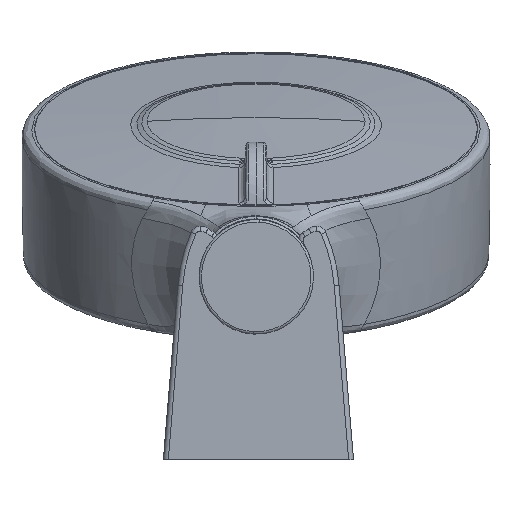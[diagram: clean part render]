
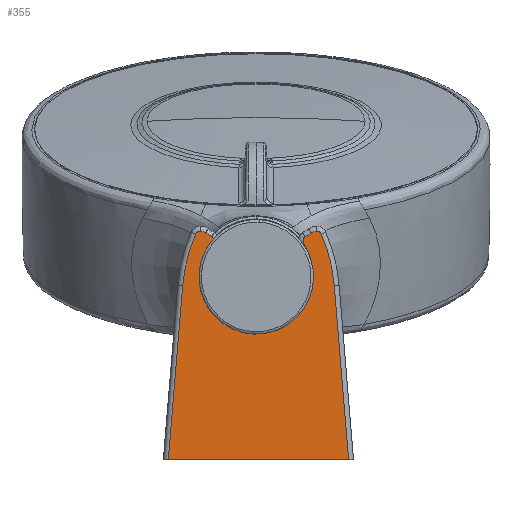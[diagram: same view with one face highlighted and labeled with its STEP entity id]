
A CAD part, front view. The second image highlights one B-rep face of the part: STEP entity #355.
In plain terms, the highlighted planar face has unit normal (0, -1, 0).
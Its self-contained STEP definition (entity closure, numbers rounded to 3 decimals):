
#45 = VERTEX_POINT ( 'NONE', #254 ) ;
#49 = CARTESIAN_POINT ( 'NONE',  ( -14.298, -19.981, 79.519 ) ) ;
#53 = VECTOR ( 'NONE', #7498, 1000. ) ;
#102 = ORIENTED_EDGE ( 'NONE', *, *, #11405, .T. ) ;
#139 = AXIS2_PLACEMENT_3D ( 'NONE', #7837, #8960, #3955 ) ;
#254 = CARTESIAN_POINT ( 'NONE',  ( -42.509, -19.981, 92.935 ) ) ;
#319 = CARTESIAN_POINT ( 'NONE',  ( -21.084, -19.981, 92.935 ) ) ;
#322 = CARTESIAN_POINT ( 'NONE',  ( -19.997, -19.981, 91.256 ) ) ;
#323 = DIRECTION ( 'NONE',  ( 0., 0., -1. ) ) ;
#333 = DIRECTION ( 'NONE',  ( 0., 0., -1. ) ) ;
#355 = ADVANCED_FACE ( 'NONE', ( #8266 ), #6876, .F. ) ;
#544 = CARTESIAN_POINT ( 'NONE',  ( -31.796, -19.981, 84.844 ) ) ;
#635 = VERTEX_POINT ( 'NONE', #3275 ) ;
#866 = VERTEX_POINT ( 'NONE', #4777 ) ;
#949 = DIRECTION ( 'NONE',  ( 0., -1., 0. ) ) ;
#959 = VECTOR ( 'NONE', #1999, 1000. ) ;
#1037 = VERTEX_POINT ( 'NONE', #9083 ) ;
#1188 = DIRECTION ( 'NONE',  ( 0., 1., 0. ) ) ;
#1197 = ORIENTED_EDGE ( 'NONE', *, *, #4878, .T. ) ;
#1290 = CARTESIAN_POINT ( 'NONE',  ( -19.956, -19.981, 92.256 ) ) ;
#1841 = EDGE_CURVE ( 'NONE', #10119, #1037, #10973, .T. ) ;
#1851 = CARTESIAN_POINT ( 'NONE',  ( -19.039, -19.981, 92.654 ) ) ;
#1874 = ORIENTED_EDGE ( 'NONE', *, *, #2453, .T. ) ;
#1999 = DIRECTION ( 'NONE',  ( -1., 0., 0. ) ) ;
#2025 = DIRECTION ( 'NONE',  ( 0., 0., -1. ) ) ;
#2032 = ORIENTED_EDGE ( 'NONE', *, *, #2945, .T. ) ;
#2045 = EDGE_CURVE ( 'NONE', #3772, #6487, #5834, .T. ) ;
#2389 = EDGE_CURVE ( 'NONE', #6487, #12109, #4011, .T. ) ;
#2453 = EDGE_CURVE ( 'NONE', #3642, #8754, #2946, .T. ) ;
#2476 = DIRECTION ( 'NONE',  ( 0., 1., 0. ) ) ;
#2725 = VECTOR ( 'NONE', #12085, 1000. ) ;
#2819 = AXIS2_PLACEMENT_3D ( 'NONE', #322, #3180, #6185 ) ;
#2865 = VECTOR ( 'NONE', #10339, 1000. ) ;
#2896 = DIRECTION ( 'NONE',  ( -0.082, 0., -0.997 ) ) ;
#2945 = EDGE_CURVE ( 'NONE', #1037, #11162, #12375, .T. ) ;
#2946 = CIRCLE ( 'NONE', #11982, 10.94 ) ;
#2974 = DIRECTION ( 'NONE',  ( -0.082, 0., 0.997 ) ) ;
#3170 = EDGE_CURVE ( 'NONE', #5803, #866, #7180, .T. ) ;
#3180 = DIRECTION ( 'NONE',  ( 0., -1., 0. ) ) ;
#3237 = EDGE_CURVE ( 'NONE', #11162, #3772, #3998, .T. ) ;
#3261 = EDGE_LOOP ( 'NONE', ( #6624, #3786, #2032, #11792, #11929, #10712, #4546, #102, #5584, #1874, #6667, #8562, #1197, #7671, #9732, #5375, #4918 ) ) ;
#3275 = CARTESIAN_POINT ( 'NONE',  ( -50.09, -19.981, 46.847 ) ) ;
#3575 = CIRCLE ( 'NONE', #10210, 1. ) ;
#3642 = VERTEX_POINT ( 'NONE', #9971 ) ;
#3712 = CARTESIAN_POINT ( 'NONE',  ( -19.956, -19.981, 93.256 ) ) ;
#3736 = AXIS2_PLACEMENT_3D ( 'NONE', #8907, #4064, #5031 ) ;
#3772 = VERTEX_POINT ( 'NONE', #3712 ) ;
#3786 = ORIENTED_EDGE ( 'NONE', *, *, #1841, .T. ) ;
#3871 = EDGE_CURVE ( 'NONE', #866, #10228, #3575, .T. ) ;
#3881 = CARTESIAN_POINT ( 'NONE',  ( -17.186, -19.981, 91.488 ) ) ;
#3955 = DIRECTION ( 'NONE',  ( 0., 0., -1. ) ) ;
#3998 = CIRCLE ( 'NONE', #9955, 1. ) ;
#4011 = CIRCLE ( 'NONE', #2819, 2. ) ;
#4033 = DIRECTION ( 'NONE',  ( 0., -1., 0. ) ) ;
#4064 = DIRECTION ( 'NONE',  ( 0., -1., 0. ) ) ;
#4117 = DIRECTION ( 'NONE',  ( 0., 0., -1. ) ) ;
#4239 = DIRECTION ( 'NONE',  ( 0., -1., 0. ) ) ;
#4354 = CARTESIAN_POINT ( 'NONE',  ( -12.499, -19.981, 46.847 ) ) ;
#4382 = CIRCLE ( 'NONE', #10795, 10.94 ) ;
#4546 = ORIENTED_EDGE ( 'NONE', *, *, #9321, .T. ) ;
#4777 = CARTESIAN_POINT ( 'NONE',  ( -43.636, -19.981, 93.256 ) ) ;
#4834 = LINE ( 'NONE', #319, #2725 ) ;
#4848 = CARTESIAN_POINT ( 'NONE',  ( -25.871, -19.981, 82.175 ) ) ;
#4878 = EDGE_CURVE ( 'NONE', #45, #5803, #6559, .T. ) ;
#4918 = ORIENTED_EDGE ( 'NONE', *, *, #12418, .T. ) ;
#4919 = DIRECTION ( 'NONE',  ( 0., 0., -1. ) ) ;
#5031 = DIRECTION ( 'NONE',  ( 0., 0., -1. ) ) ;
#5205 = VECTOR ( 'NONE', #2974, 1000. ) ;
#5308 = CIRCLE ( 'NONE', #7772, 1. ) ;
#5375 = ORIENTED_EDGE ( 'NONE', *, *, #12486, .T. ) ;
#5441 = DIRECTION ( 'NONE',  ( 0., 0., -1. ) ) ;
#5502 = VERTEX_POINT ( 'NONE', #9129 ) ;
#5506 = CARTESIAN_POINT ( 'NONE',  ( -19.997, -19.981, 93.256 ) ) ;
#5584 = ORIENTED_EDGE ( 'NONE', *, *, #10746, .T. ) ;
#5610 = VECTOR ( 'NONE', #2896, 1000. ) ;
#5803 = VERTEX_POINT ( 'NONE', #11285 ) ;
#5834 = LINE ( 'NONE', #5506, #53 ) ;
#6177 = CIRCLE ( 'NONE', #11616, 1. ) ;
#6185 = DIRECTION ( 'NONE',  ( 0., 0., -1. ) ) ;
#6255 = DIRECTION ( 'NONE',  ( 0., 0., -1. ) ) ;
#6291 = AXIS2_PLACEMENT_3D ( 'NONE', #10846, #1188, #4117 ) ;
#6364 = LINE ( 'NONE', #4848, #10614 ) ;
#6375 = EDGE_CURVE ( 'NONE', #8754, #12577, #5308, .T. ) ;
#6431 = CARTESIAN_POINT ( 'NONE',  ( -22.301, -19.981, 92.148 ) ) ;
#6487 = VERTEX_POINT ( 'NONE', #11865 ) ;
#6559 = CIRCLE ( 'NONE', #139, 2. ) ;
#6624 = ORIENTED_EDGE ( 'NONE', *, *, #8206, .T. ) ;
#6667 = ORIENTED_EDGE ( 'NONE', *, *, #6375, .T. ) ;
#6805 = CARTESIAN_POINT ( 'NONE',  ( -41.834, -19.981, 91.308 ) ) ;
#6876 = PLANE ( 'NONE',  #6291 ) ;
#7009 = CARTESIAN_POINT ( 'NONE',  ( -13.503, -19.981, 46.847 ) ) ;
#7164 = CARTESIAN_POINT ( 'NONE',  ( -43.636, -19.981, 92.256 ) ) ;
#7180 = LINE ( 'NONE', #9780, #959 ) ;
#7272 = CARTESIAN_POINT ( 'NONE',  ( -31.796, -19.981, 84.844 ) ) ;
#7498 = DIRECTION ( 'NONE',  ( -1., 0., 0. ) ) ;
#7671 = ORIENTED_EDGE ( 'NONE', *, *, #3170, .T. ) ;
#7710 = CIRCLE ( 'NONE', #12025, 32.984 ) ;
#7772 = AXIS2_PLACEMENT_3D ( 'NONE', #6805, #8747, #9683 ) ;
#7837 = CARTESIAN_POINT ( 'NONE',  ( -43.595, -19.981, 91.256 ) ) ;
#7992 = LINE ( 'NONE', #11634, #5610 ) ;
#8055 = DIRECTION ( 'NONE',  ( 0., -1., 0. ) ) ;
#8206 = EDGE_CURVE ( 'NONE', #635, #10119, #11213, .T. ) ;
#8238 = CARTESIAN_POINT ( 'NONE',  ( -21.084, -19.981, 92.935 ) ) ;
#8266 = FACE_OUTER_BOUND ( 'NONE', #3261, .T. ) ;
#8562 = ORIENTED_EDGE ( 'NONE', *, *, #9053, .T. ) ;
#8747 = DIRECTION ( 'NONE',  ( 0., -1., 0. ) ) ;
#8754 = VERTEX_POINT ( 'NONE', #11750 ) ;
#8907 = CARTESIAN_POINT ( 'NONE',  ( -49.295, -19.981, 79.519 ) ) ;
#8960 = DIRECTION ( 'NONE',  ( 0., -1., 0. ) ) ;
#9053 = EDGE_CURVE ( 'NONE', #12577, #45, #6364, .T. ) ;
#9083 = CARTESIAN_POINT ( 'NONE',  ( -16.422, -19.981, 82.231 ) ) ;
#9090 = CARTESIAN_POINT ( 'NONE',  ( -41.291, -19.981, 92.148 ) ) ;
#9129 = CARTESIAN_POINT ( 'NONE',  ( -22.599, -19.981, 90.767 ) ) ;
#9295 = VERTEX_POINT ( 'NONE', #10731 ) ;
#9321 = EDGE_CURVE ( 'NONE', #12109, #12304, #4834, .T. ) ;
#9683 = DIRECTION ( 'NONE',  ( 0., 0., -1. ) ) ;
#9732 = ORIENTED_EDGE ( 'NONE', *, *, #3871, .T. ) ;
#9749 = DIRECTION ( 'NONE',  ( -0.84, 0., 0.543 ) ) ;
#9780 = CARTESIAN_POINT ( 'NONE',  ( -19.997, -19.981, 93.256 ) ) ;
#9955 = AXIS2_PLACEMENT_3D ( 'NONE', #1290, #8055, #6255 ) ;
#9971 = CARTESIAN_POINT ( 'NONE',  ( -31.796, -19.981, 73.904 ) ) ;
#10119 = VERTEX_POINT ( 'NONE', #7009 ) ;
#10210 = AXIS2_PLACEMENT_3D ( 'NONE', #7164, #4239, #323 ) ;
#10228 = VERTEX_POINT ( 'NONE', #11841 ) ;
#10339 = DIRECTION ( 'NONE',  ( 1., 0., 0. ) ) ;
#10614 = VECTOR ( 'NONE', #9749, 1000. ) ;
#10712 = ORIENTED_EDGE ( 'NONE', *, *, #2389, .T. ) ;
#10729 = CARTESIAN_POINT ( 'NONE',  ( -21.758, -19.981, 91.308 ) ) ;
#10731 = CARTESIAN_POINT ( 'NONE',  ( -47.17, -19.981, 82.231 ) ) ;
#10746 = EDGE_CURVE ( 'NONE', #5502, #3642, #4382, .T. ) ;
#10795 = AXIS2_PLACEMENT_3D ( 'NONE', #7272, #2476, #333 ) ;
#10846 = CARTESIAN_POINT ( 'NONE',  ( -19.997, -19.981, 91.256 ) ) ;
#10973 = LINE ( 'NONE', #3881, #5205 ) ;
#11162 = VERTEX_POINT ( 'NONE', #1851 ) ;
#11213 = LINE ( 'NONE', #4354, #2865 ) ;
#11238 = DIRECTION ( 'NONE',  ( 0., 1., 0. ) ) ;
#11285 = CARTESIAN_POINT ( 'NONE',  ( -43.595, -19.981, 93.256 ) ) ;
#11405 = EDGE_CURVE ( 'NONE', #12304, #5502, #6177, .T. ) ;
#11616 = AXIS2_PLACEMENT_3D ( 'NONE', #10729, #4033, #4919 ) ;
#11634 = CARTESIAN_POINT ( 'NONE',  ( -46.247, -19.981, 93.422 ) ) ;
#11750 = CARTESIAN_POINT ( 'NONE',  ( -40.994, -19.981, 90.767 ) ) ;
#11792 = ORIENTED_EDGE ( 'NONE', *, *, #3237, .T. ) ;
#11841 = CARTESIAN_POINT ( 'NONE',  ( -44.553, -19.981, 92.654 ) ) ;
#11865 = CARTESIAN_POINT ( 'NONE',  ( -19.997, -19.981, 93.256 ) ) ;
#11929 = ORIENTED_EDGE ( 'NONE', *, *, #2045, .T. ) ;
#11982 = AXIS2_PLACEMENT_3D ( 'NONE', #544, #11238, #5441 ) ;
#12025 = AXIS2_PLACEMENT_3D ( 'NONE', #49, #949, #2025 ) ;
#12085 = DIRECTION ( 'NONE',  ( -0.84, 0., -0.543 ) ) ;
#12109 = VERTEX_POINT ( 'NONE', #8238 ) ;
#12304 = VERTEX_POINT ( 'NONE', #6431 ) ;
#12375 = CIRCLE ( 'NONE', #3736, 32.984 ) ;
#12418 = EDGE_CURVE ( 'NONE', #9295, #635, #7992, .T. ) ;
#12486 = EDGE_CURVE ( 'NONE', #10228, #9295, #7710, .T. ) ;
#12577 = VERTEX_POINT ( 'NONE', #9090 ) ;
